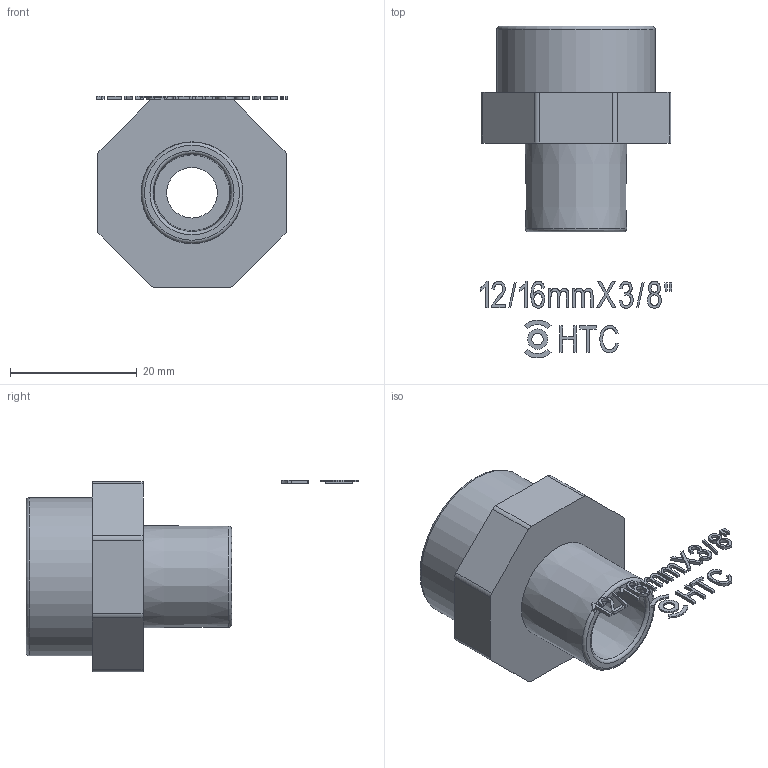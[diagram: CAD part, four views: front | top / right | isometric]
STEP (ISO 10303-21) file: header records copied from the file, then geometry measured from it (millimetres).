
FILE_DESCRIPTION(/* description */ (''),/* implementation_level */ '2;1');
FILE_NAME(/* name */ '12÷16X3÷8内螺纹变接头.stp',/* time_stamp */ '2025-12-31T10:01:59+08:00',/* author */ (''),/* organization */ (''),/* preprocessor_version */ 'ST-DEVELOPER v16.7',/* originating_system */ 'SIEMENS PLM Software NX 12.0',/* authorisation */ '');
FILE_SCHEMA (('AUTOMOTIVE_DESIGN { 1 0 10303 214 3 1 1 1 }'));
Length unit declared in the file: millimetre
Products named in the file (1): Admi31F8B1413xl1
Bounding box: 30.28 x 52.49 x 30.25 mm (x, y, z)
Volume: 9459.4 mm3; surface area: 5662 mm2
Topology: 20 solids, 20 shells, 212 faces, 497 edges, 330 vertices
Faces by surface type: plane 140, extrusion 36, cylinder 28, torus 4, cone 2, bspline 2
Full cylindrical faces by diameter (mm): 1.8 x1, 3.2 x1, 8 x1, 16.662 x9, 18 x1, 25 x1
Entity records: 8228 total; most frequent: CARTESIAN_POINT 3938, ORIENTED_EDGE 908, DIRECTION 627, EDGE_CURVE 454, VERTEX_POINT 311, B_SPLINE_CURVE_WITH_KNOTS 280, EDGE_LOOP 233, AXIS2_PLACEMENT_3D 214
